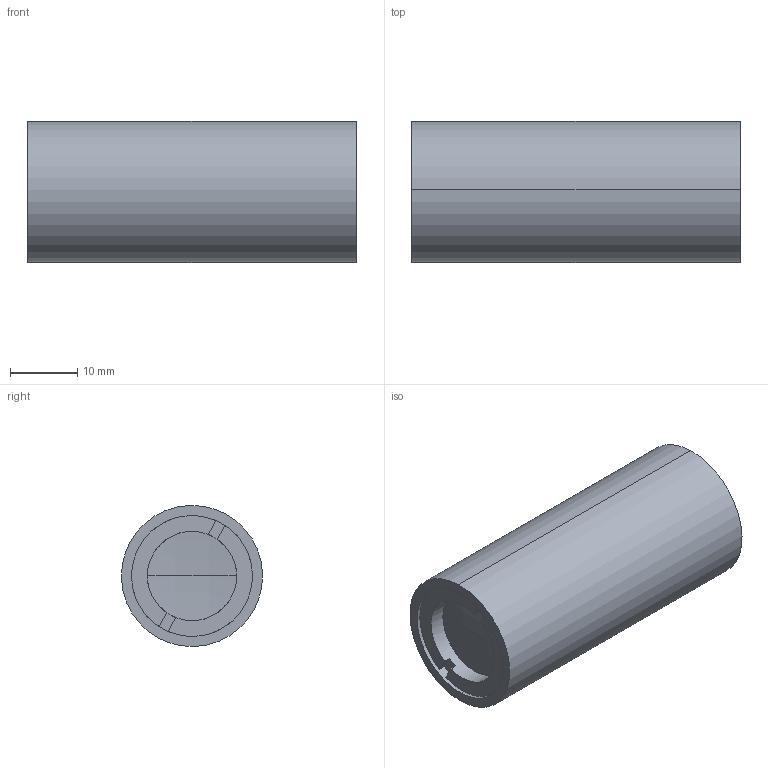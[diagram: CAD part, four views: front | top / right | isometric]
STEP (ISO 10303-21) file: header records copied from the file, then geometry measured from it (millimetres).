
FILE_DESCRIPTION (( 'STEP AP203' ), '1' );
FILE_NAME ('step_45759.step', '2014-11-12T16:19:15', ( '' ), ( '' ), 'SwSTEP 2.0', 'SolidWorks 2014', '' );
FILE_SCHEMA (( 'CONFIG_CONTROL_DESIGN' ));
Length unit declared in the file: millimetre
Products named in the file (1): step_45759
Bounding box: 48.88 x 20.99 x 20.99 mm (x, y, z)
Volume: 13916.3 mm3; surface area: 12494.6 mm2
Topology: 13 solids, 13 shells, 113 faces, 240 edges, 160 vertices
Faces by surface type: cylinder 44, bspline 36, plane 31, cone 2
Entity records: 3717 total; most frequent: CARTESIAN_POINT 1186, DIRECTION 550, ORIENTED_EDGE 480, EDGE_CURVE 240, AXIS2_PLACEMENT_3D 236, VERTEX_POINT 160, CIRCLE 158, EDGE_LOOP 126
